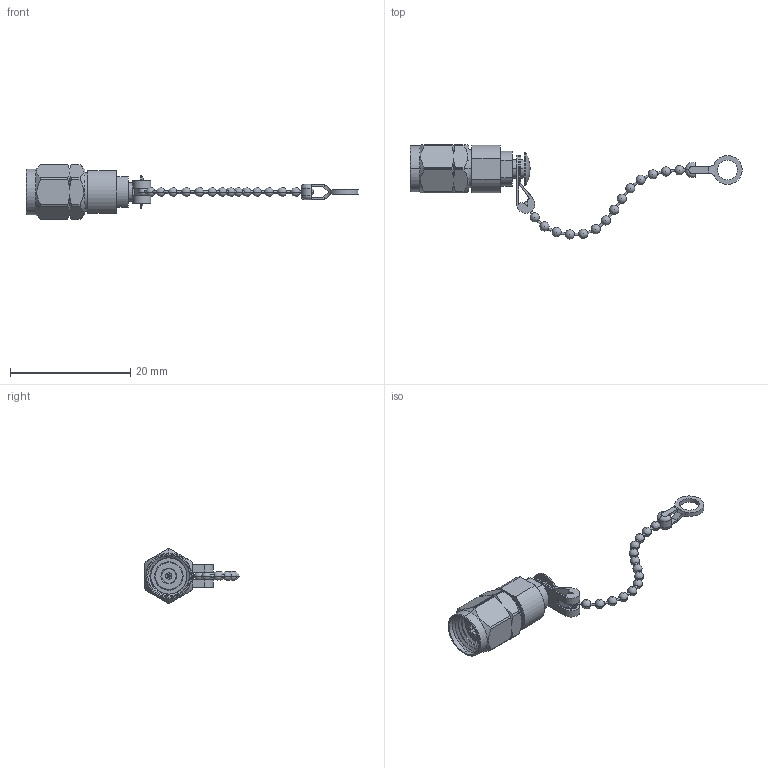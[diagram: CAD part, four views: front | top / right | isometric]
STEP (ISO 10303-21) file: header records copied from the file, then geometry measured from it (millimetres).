
FILE_DESCRIPTION (( 'STEP AP203' ), '1' );
FILE_NAME ('ST5041C.step', '2018-05-14T21:24:35', ( '' ), ( '' ), 'SwSTEP 2.0', 'SolidWorks 2017', '' );
FILE_SCHEMA (( 'CONFIG_CONTROL_DESIGN' ));
Length unit declared in the file: inch
Products named in the file (1): ST5041C
Bounding box: 55.2 x 15.63 x 8.99 mm (x, y, z)
Volume: 788.6 mm3; surface area: 1412.6 mm2
Topology: 4 solids, 4 shells, 277 faces, 813 edges, 519 vertices
Faces by surface type: plane 90, cylinder 81, bspline 35, sphere 34, cone 31, torus 6
Entity records: 12685 total; most frequent: CARTESIAN_POINT 6075, ORIENTED_EDGE 1458, DIRECTION 1275, EDGE_CURVE 729, AXIS2_PLACEMENT_3D 487, VERTEX_POINT 467, VECTOR 301, LINE 301
